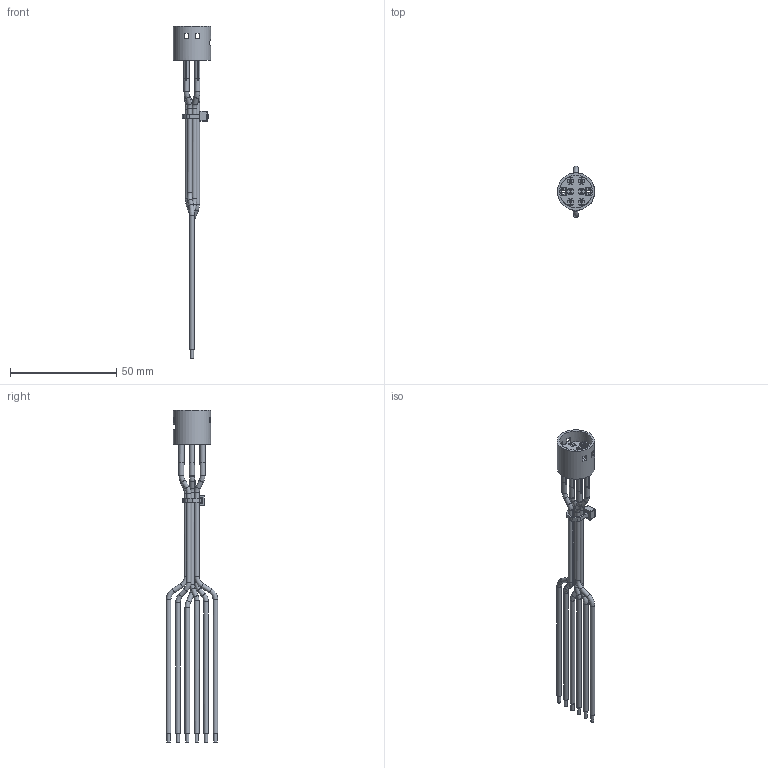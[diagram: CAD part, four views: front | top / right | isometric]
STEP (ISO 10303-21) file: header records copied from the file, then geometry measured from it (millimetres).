
FILE_DESCRIPTION(/* description */ ('','CAx-IF Rec.Pracs.---Representation and Presentation of Product Manufacturing Information (PMI)---4.0---2014-10-13'),/* implementation_level */ '2;1');
FILE_NAME(/* name */ 'PVP4WDN.stp',/* time_stamp */ '2019-06-11T09:04:35-05:00',/* author */ ('mroman'),/* organization */ (''),/* preprocessor_version */ 'ST-DEVELOPER v17',/* originating_system */ 'Autodesk Inventor 2018',/* authorisation */ '');
FILE_SCHEMA (('AP242_MANAGED_MODEL_BASED_3D_ENGINEERING_MIM_LF { 1 0 10303 442 1 1 4 }'));
Length unit declared in the file: millimetre
Products named in the file (1): PVP4WDN
Bounding box: 17.6 x 24.2 x 156 mm (x, y, z)
Volume: 5735.7 mm3; surface area: 9339.9 mm2
Topology: 1 solids, 1 shells, 823 faces, 2377 edges, 1576 vertices
Faces by surface type: plane 612, cylinder 112, bspline 53, torus 30, sphere 8, cone 8
Full cylindrical faces by diameter (mm): 1.5 x6, 2.2 x24, 2.4 x6, 15.4 x1, 17.6 x1
Entity records: 28125 total; most frequent: CARTESIAN_POINT 6159, ORIENTED_EDGE 4772, DIRECTION 4280, EDGE_CURVE 2386, LINE 1830, VECTOR 1830, VERTEX_POINT 1579, AXIS2_PLACEMENT_3D 1229
